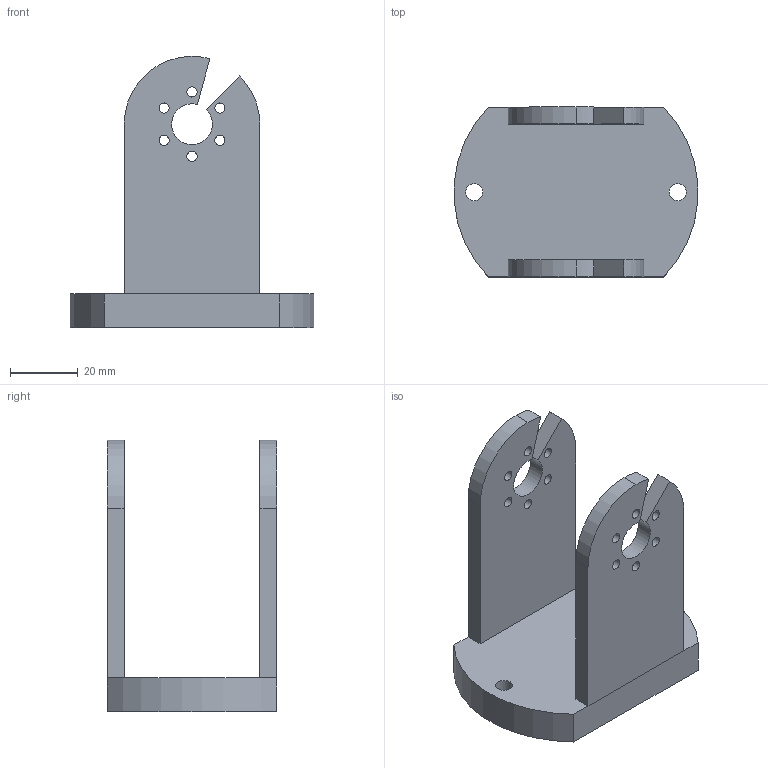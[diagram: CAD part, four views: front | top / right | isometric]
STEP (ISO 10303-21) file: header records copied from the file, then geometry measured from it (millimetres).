
FILE_DESCRIPTION(('FreeCAD Model'),'2;1');
FILE_NAME('slidingBlock_rotationalPart.step','2018-08-24T06:13:19',('Author') ,(''),'Open CASCADE STEP processor 7.3','FreeCAD','Unknown');
FILE_SCHEMA(('AUTOMOTIVE_DESIGN { 1 0 10303 214 1 1 1 1 }'));
Length unit declared in the file: millimetre
Products named in the file (1): TopAttachment001
Bounding box: 71.74 x 50 x 80 mm (x, y, z)
Volume: 56248.1 mm3; surface area: 20780.6 mm2
Topology: 1 solids, 1 shells, 42 faces, 116 edges, 76 vertices
Faces by surface type: cylinder 26, plane 16
Full cylindrical faces by diameter (mm): 3 x12, 5 x2
Entity records: 2999 total; most frequent: CARTESIAN_POINT 611, DIRECTION 452, ORIENTED_EDGE 232, LINE 232, VECTOR 232, PCURVE 232, DEFINITIONAL_REPRESENTATION 232, EDGE_CURVE 116
